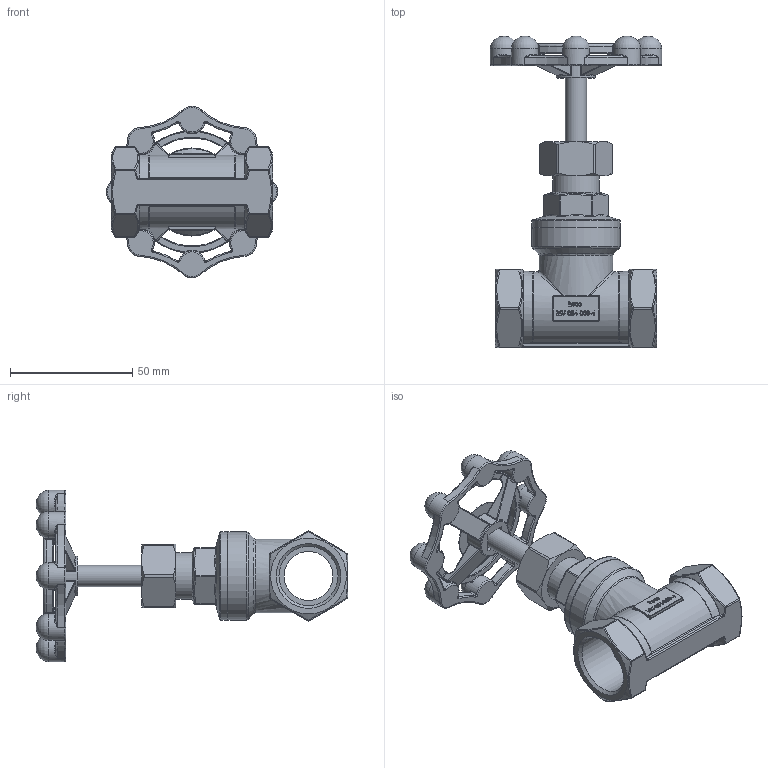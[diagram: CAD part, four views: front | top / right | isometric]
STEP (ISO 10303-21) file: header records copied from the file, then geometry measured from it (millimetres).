
FILE_DESCRIPTION (( 'STEP AP214' ), '1' );
FILE_NAME ('MV-034-000-4 Muffenventil heco step214.STEP', '2014-01-07T08:20:16', ( 'test' ), ( '' ), 'SwSTEP 2.0', 'SolidWorks 2011', '' );
FILE_SCHEMA (( 'AUTOMOTIVE_DESIGN' ));
Length unit declared in the file: millimetre
Products named in the file (1): MV-034-000-4 Muffenventil heco step214
Bounding box: 69.98 x 127.2 x 69.98 mm (x, y, z)
Volume: 78156.2 mm3; surface area: 29185 mm2
Topology: 2 solids, 2 shells, 1140 faces, 2845 edges, 1683 vertices
Faces by surface type: bspline 458, plane 296, cylinder 181, torus 130, sphere 38, cone 37
Full cylindrical faces by diameter (mm): 5 x1, 8.7 x1, 11 x8, 16 x1, 19 x1, 20 x1, 24.117 x2, 25 x1, 36 x2
Entity records: 64179 total; most frequent: CARTESIAN_POINT 28350, ORIENTED_EDGE 5408, DIRECTION 3879, EDGE_CURVE 2704, VERTEX_POINT 1651, AXIS2_PLACEMENT_3D 1463, EDGE_LOOP 1251, FACE_OUTER_BOUND 1175
